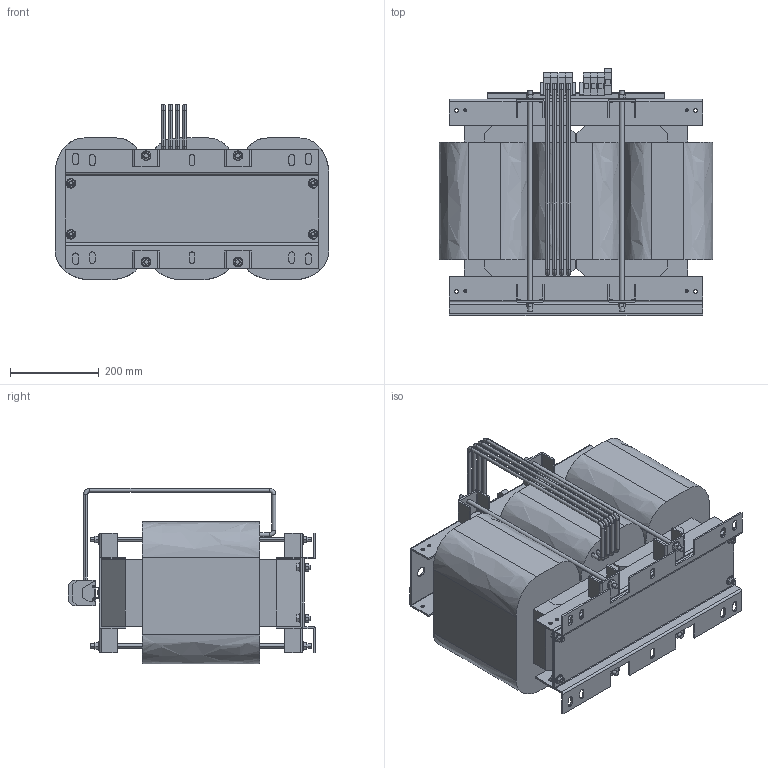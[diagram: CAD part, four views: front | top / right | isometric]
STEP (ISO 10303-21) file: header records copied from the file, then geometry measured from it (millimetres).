
FILE_DESCRIPTION (( 'STEP AP214' ), '1' );
FILE_NAME ('212850.STEP', '2023-03-31T08:36:39', ( '' ), ( '' ), 'SwSTEP 2.0', 'SolidWorks 2018', '' );
FILE_SCHEMA (( 'AUTOMOTIVE_DESIGN' ));
Length unit declared in the file: millimetre
Products named in the file (1): 212850
Bounding box: 617 x 558.3 x 396.1 mm (x, y, z)
Volume: 64114011.4 mm3; surface area: 2125521.5 mm2
Topology: 1 solids, 1 shells, 1309 faces, 3398 edges, 2126 vertices
Faces by surface type: plane 917, cylinder 300, torus 48, cone 32, bspline 12
Entity records: 40074 total; most frequent: CARTESIAN_POINT 7638, ORIENTED_EDGE 6796, DIRECTION 6578, EDGE_CURVE 3398, VECTOR 2574, LINE 2574, VERTEX_POINT 2126, AXIS2_PLACEMENT_3D 2002
